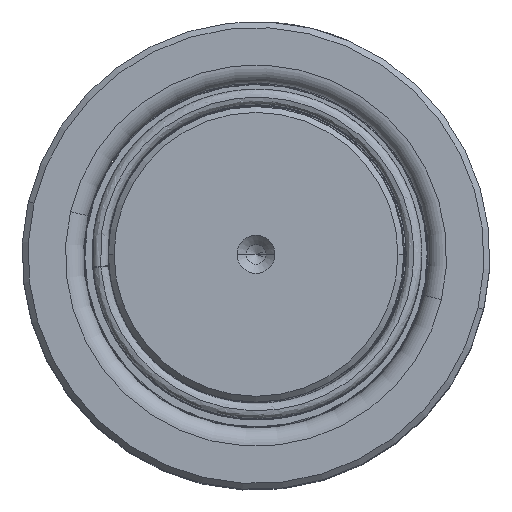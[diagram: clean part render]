
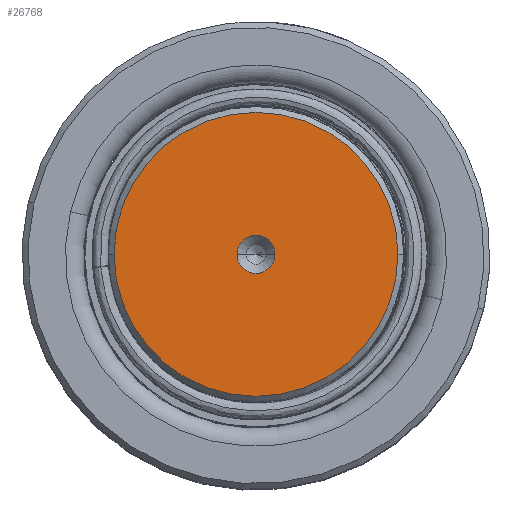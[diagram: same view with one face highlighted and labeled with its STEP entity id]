
A CAD part, top view. The second image highlights one B-rep face of the part: STEP entity #26768.
In plain terms, the highlighted planar face has unit normal (0, 0, 1).
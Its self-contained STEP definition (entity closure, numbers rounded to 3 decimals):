
#61 = ORIENTED_EDGE ( 'NONE', *, *, #29635, .F. ) ;
#89 = CARTESIAN_POINT ( 'NONE',  ( -3.85, 0., 240. ) ) ;
#662 = EDGE_CURVE ( 'NONE', #57574, #12828, #47068, .T. ) ;
#3632 = AXIS2_PLACEMENT_3D ( 'NONE', #28930, #38345, #38153 ) ;
#4580 = AXIS2_PLACEMENT_3D ( 'NONE', #12784, #44075, #32572 ) ;
#8817 = AXIS2_PLACEMENT_3D ( 'NONE', #27556, #32063, #54584 ) ;
#8822 = CIRCLE ( 'NONE', #31393, 3.85 ) ;
#10679 = CIRCLE ( 'NONE', #33748, 3.85 ) ;
#12784 = CARTESIAN_POINT ( 'NONE',  ( 0., 0., 240. ) ) ;
#12828 = VERTEX_POINT ( 'NONE', #46978 ) ;
#14925 = EDGE_CURVE ( 'NONE', #16631, #32392, #10679, .T. ) ;
#16631 = VERTEX_POINT ( 'NONE', #89 ) ;
#19430 = CARTESIAN_POINT ( 'NONE',  ( 3.85, 0., 240. ) ) ;
#20551 = EDGE_LOOP ( 'NONE', ( #23226, #28057 ) ) ;
#23226 = ORIENTED_EDGE ( 'NONE', *, *, #662, .T. ) ;
#24484 = DIRECTION ( 'NONE',  ( 1., 0., 0. ) ) ;
#24640 = PLANE ( 'NONE',  #3632 ) ;
#26768 = ADVANCED_FACE ( 'NONE', ( #55170, #48848 ), #24640, .T. ) ;
#27556 = CARTESIAN_POINT ( 'NONE',  ( 0., 0., 240. ) ) ;
#28057 = ORIENTED_EDGE ( 'NONE', *, *, #42328, .T. ) ;
#28173 = CIRCLE ( 'NONE', #4580, 28.816 ) ;
#28930 = CARTESIAN_POINT ( 'NONE',  ( 0., 0., 240. ) ) ;
#29635 = EDGE_CURVE ( 'NONE', #32392, #16631, #8822, .T. ) ;
#30991 = EDGE_LOOP ( 'NONE', ( #61, #57157 ) ) ;
#31393 = AXIS2_PLACEMENT_3D ( 'NONE', #33387, #47459, #38296 ) ;
#32063 = DIRECTION ( 'NONE',  ( 0., 0., 1. ) ) ;
#32392 = VERTEX_POINT ( 'NONE', #19430 ) ;
#32572 = DIRECTION ( 'NONE',  ( 1., 0., 0. ) ) ;
#33387 = CARTESIAN_POINT ( 'NONE',  ( 0., 0., 240. ) ) ;
#33748 = AXIS2_PLACEMENT_3D ( 'NONE', #50698, #55806, #24484 ) ;
#38153 = DIRECTION ( 'NONE',  ( 1., 0., 0. ) ) ;
#38296 = DIRECTION ( 'NONE',  ( 1., 0., 0. ) ) ;
#38345 = DIRECTION ( 'NONE',  ( 0., 0., 1. ) ) ;
#42328 = EDGE_CURVE ( 'NONE', #12828, #57574, #28173, .T. ) ;
#44075 = DIRECTION ( 'NONE',  ( 0., 0., 1. ) ) ;
#46978 = CARTESIAN_POINT ( 'NONE',  ( 28.816, 0., 240. ) ) ;
#47013 = CARTESIAN_POINT ( 'NONE',  ( -28.816, 0., 240. ) ) ;
#47068 = CIRCLE ( 'NONE', #8817, 28.816 ) ;
#47459 = DIRECTION ( 'NONE',  ( 0., 0., 1. ) ) ;
#48848 = FACE_OUTER_BOUND ( 'NONE', #20551, .T. ) ;
#50698 = CARTESIAN_POINT ( 'NONE',  ( 0., 0., 240. ) ) ;
#54584 = DIRECTION ( 'NONE',  ( 1., 0., 0. ) ) ;
#55170 = FACE_BOUND ( 'NONE', #30991, .T. ) ;
#55806 = DIRECTION ( 'NONE',  ( 0., 0., 1. ) ) ;
#57157 = ORIENTED_EDGE ( 'NONE', *, *, #14925, .F. ) ;
#57574 = VERTEX_POINT ( 'NONE', #47013 ) ;
